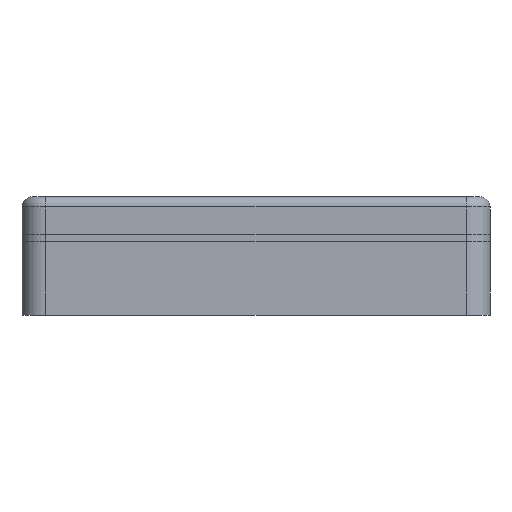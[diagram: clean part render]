
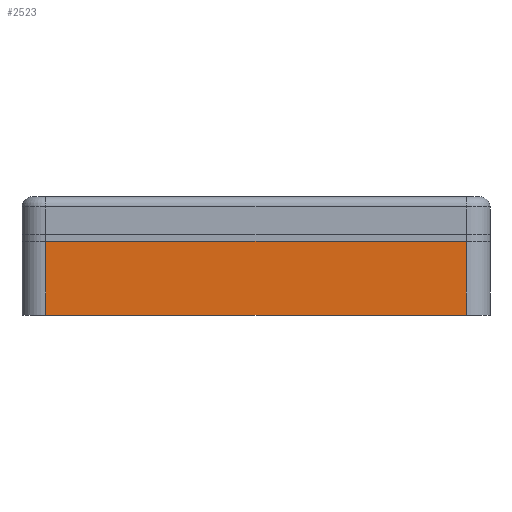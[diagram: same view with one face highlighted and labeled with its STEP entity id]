
A CAD part, front view. The second image highlights one B-rep face of the part: STEP entity #2523.
In plain terms, the highlighted planar face has unit normal (0, -1, 0).
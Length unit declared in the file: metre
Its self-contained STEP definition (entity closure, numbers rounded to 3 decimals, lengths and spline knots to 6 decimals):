
#202=ORIENTED_EDGE('',*,*,#895,.T.);
#203=ORIENTED_EDGE('',*,*,#896,.F.);
#204=ORIENTED_EDGE('',*,*,#897,.F.);
#205=ORIENTED_EDGE('',*,*,#893,.T.);
#893=EDGE_CURVE('',#1241,#1240,#1476,.T.);
#895=EDGE_CURVE('',#1240,#1242,#1477,.T.);
#896=EDGE_CURVE('',#1243,#1242,#1478,.T.);
#897=EDGE_CURVE('',#1241,#1243,#1479,.T.);
#1240=VERTEX_POINT('',#3742);
#1241=VERTEX_POINT('',#3744);
#1242=VERTEX_POINT('',#3748);
#1243=VERTEX_POINT('',#3750);
#1476=LINE('',#3743,#1746);
#1477=LINE('',#3747,#1747);
#1478=LINE('',#3749,#1748);
#1479=LINE('',#3751,#1749);
#1746=VECTOR('',#3013,1.);
#1747=VECTOR('',#3018,1.);
#1748=VECTOR('',#3019,1.);
#1749=VECTOR('',#3020,1.);
#2011=EDGE_LOOP('',(#202,#203,#204,#205));
#2221=FACE_BOUND('',#2011,.T.);
#2420=PLANE('',#2730);
#2523=ADVANCED_FACE('',(#2221),#2420,.F.);
#2730=AXIS2_PLACEMENT_3D('',#3746,#3016,#3017);
#3013=DIRECTION('',(0.,0.,-1.));
#3016=DIRECTION('',(0.,1.,0.));
#3017=DIRECTION('',(0.,0.,1.));
#3018=DIRECTION('',(1.,0.,0.));
#3019=DIRECTION('',(0.,0.,-1.));
#3020=DIRECTION('',(1.,0.,0.));
#3742=CARTESIAN_POINT('',(-0.04271,-0.053673,0.));
#3743=CARTESIAN_POINT('',(-0.04271,-0.053673,0.003));
#3744=CARTESIAN_POINT('',(-0.04271,-0.053673,0.01569));
#3746=CARTESIAN_POINT('',(0.00204,-0.053673,0.003));
#3747=CARTESIAN_POINT('',(0.00204,-0.053673,0.));
#3748=CARTESIAN_POINT('',(0.04679,-0.053673,0.));
#3749=CARTESIAN_POINT('',(0.04679,-0.053673,0.003));
#3750=CARTESIAN_POINT('',(0.04679,-0.053673,0.01569));
#3751=CARTESIAN_POINT('',(0.00204,-0.053673,0.01569));
